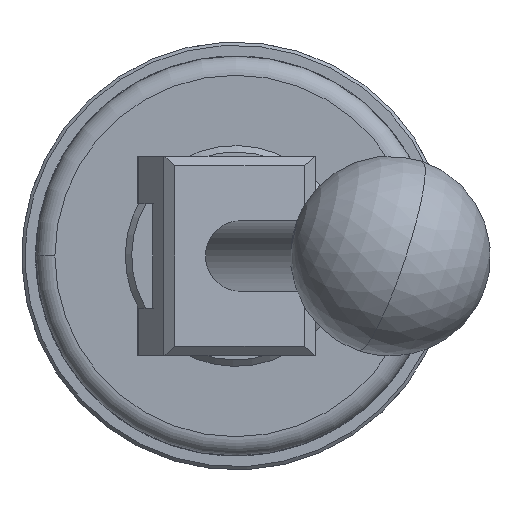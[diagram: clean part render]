
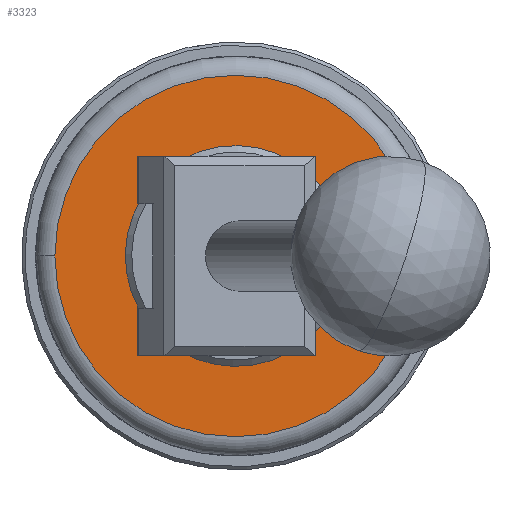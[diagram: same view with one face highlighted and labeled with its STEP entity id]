
A CAD part, front view. The second image highlights one B-rep face of the part: STEP entity #3323.
In plain terms, the highlighted planar face has unit normal (0, -1, 0).
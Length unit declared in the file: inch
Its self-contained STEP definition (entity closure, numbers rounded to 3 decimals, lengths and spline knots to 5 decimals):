
#1012 = EDGE_CURVE ( 'NONE', #5972, #4730, #3442, .T. ) ;
#1067 = PLANE ( 'NONE',  #8487 ) ;
#1150 = CARTESIAN_POINT ( 'NONE',  ( 1.13, 0., 0. ) ) ;
#1285 = DIRECTION ( 'NONE',  ( 0., -1., 0. ) ) ;
#1479 = DIRECTION ( 'NONE',  ( 1., 0., 0. ) ) ;
#1689 = CIRCLE ( 'NONE', #6339, 1.13 ) ;
#1776 = ORIENTED_EDGE ( 'NONE', *, *, #4258, .T. ) ;
#2184 = EDGE_CURVE ( 'NONE', #7595, #4630, #12365, .T. ) ;
#2250 = CARTESIAN_POINT ( 'NONE',  ( 0., 0., -0.348 ) ) ;
#2540 = FACE_OUTER_BOUND ( 'NONE', #16530, .T. ) ;
#2848 = DIRECTION ( 'NONE',  ( 0., -1., 0. ) ) ;
#2868 = CIRCLE ( 'NONE', #5908, 0.348 ) ;
#3249 = ORIENTED_EDGE ( 'NONE', *, *, #4549, .F. ) ;
#3323 = ADVANCED_FACE ( 'NONE', ( #2540, #5553 ), #1067, .T. ) ;
#3442 = CIRCLE ( 'NONE', #18115, 1.13 ) ;
#4105 = CARTESIAN_POINT ( 'NONE',  ( 0., 0., 0. ) ) ;
#4258 = EDGE_CURVE ( 'NONE', #4730, #5972, #1689, .T. ) ;
#4549 = EDGE_CURVE ( 'NONE', #4630, #7595, #2868, .T. ) ;
#4630 = VERTEX_POINT ( 'NONE', #17977 ) ;
#4730 = VERTEX_POINT ( 'NONE', #1150 ) ;
#5553 = FACE_BOUND ( 'NONE', #14289, .T. ) ;
#5908 = AXIS2_PLACEMENT_3D ( 'NONE', #4105, #17690, #10030 ) ;
#5952 = CARTESIAN_POINT ( 'NONE',  ( 0., 0., 0. ) ) ;
#5972 = VERTEX_POINT ( 'NONE', #18731 ) ;
#6262 = ORIENTED_EDGE ( 'NONE', *, *, #1012, .T. ) ;
#6332 = DIRECTION ( 'NONE',  ( 1., 0., 0. ) ) ;
#6339 = AXIS2_PLACEMENT_3D ( 'NONE', #10061, #2848, #7140 ) ;
#7140 = DIRECTION ( 'NONE',  ( 1., 0., 0. ) ) ;
#7595 = VERTEX_POINT ( 'NONE', #13817 ) ;
#8487 = AXIS2_PLACEMENT_3D ( 'NONE', #2250, #17289, #18554 ) ;
#10030 = DIRECTION ( 'NONE',  ( 1., 0., 0. ) ) ;
#10061 = CARTESIAN_POINT ( 'NONE',  ( 0., 0., 0. ) ) ;
#10970 = DIRECTION ( 'NONE',  ( 0., -1., 0. ) ) ;
#12365 = CIRCLE ( 'NONE', #15169, 0.348 ) ;
#13817 = CARTESIAN_POINT ( 'NONE',  ( 0.348, 0., 0. ) ) ;
#14289 = EDGE_LOOP ( 'NONE', ( #17246, #3249 ) ) ;
#15169 = AXIS2_PLACEMENT_3D ( 'NONE', #5952, #10970, #6332 ) ;
#16530 = EDGE_LOOP ( 'NONE', ( #1776, #6262 ) ) ;
#17246 = ORIENTED_EDGE ( 'NONE', *, *, #2184, .F. ) ;
#17289 = DIRECTION ( 'NONE',  ( 0., -1., 0. ) ) ;
#17690 = DIRECTION ( 'NONE',  ( 0., -1., 0. ) ) ;
#17977 = CARTESIAN_POINT ( 'NONE',  ( -0.348, 0., 0. ) ) ;
#18082 = CARTESIAN_POINT ( 'NONE',  ( 0., 0., 0. ) ) ;
#18115 = AXIS2_PLACEMENT_3D ( 'NONE', #18082, #1285, #1479 ) ;
#18554 = DIRECTION ( 'NONE',  ( 1., 0., 0. ) ) ;
#18731 = CARTESIAN_POINT ( 'NONE',  ( -1.13, 0., 0. ) ) ;
